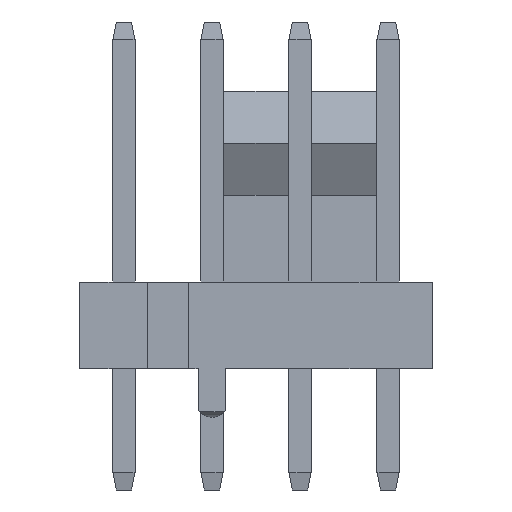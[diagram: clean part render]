
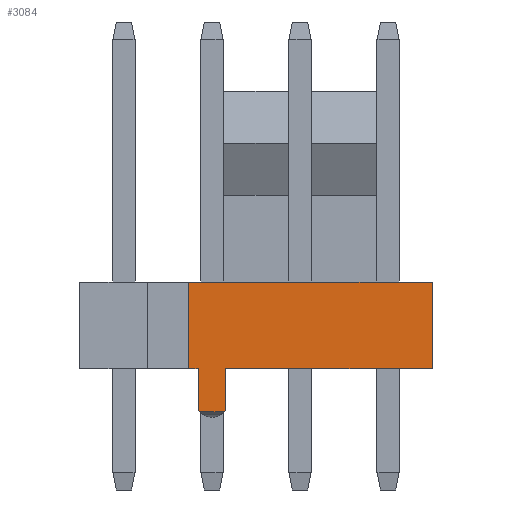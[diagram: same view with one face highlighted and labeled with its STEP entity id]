
A CAD part, front view. The second image highlights one B-rep face of the part: STEP entity #3084.
In plain terms, the highlighted planar face has unit normal (0, -1, 0).
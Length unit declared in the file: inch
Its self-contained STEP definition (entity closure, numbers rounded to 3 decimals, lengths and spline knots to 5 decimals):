
#49 = CARTESIAN_POINT ( 'NONE',  ( -0.06575, -0.11417, -0.04667 ) ) ;
#118 = ORIENTED_EDGE ( 'NONE', *, *, #1849, .T. ) ;
#124 = EDGE_CURVE ( 'NONE', #1387, #501, #1823, .T. ) ;
#206 = CARTESIAN_POINT ( 'NONE',  ( -0.03425, -0.11417, 0. ) ) ;
#241 = ORIENTED_EDGE ( 'NONE', *, *, #1197, .F. ) ;
#271 = DIRECTION ( 'NONE',  ( -1., 0., 0. ) ) ;
#286 = EDGE_CURVE ( 'NONE', #1224, #501, #3353, .T. ) ;
#293 = DIRECTION ( 'NONE',  ( 0., 1., 0. ) ) ;
#425 = VECTOR ( 'NONE', #2616, 39.37008 ) ;
#501 = VERTEX_POINT ( 'NONE', #2959 ) ;
#530 = FACE_OUTER_BOUND ( 'NONE', #2255, .T. ) ;
#635 = CARTESIAN_POINT ( 'NONE',  ( -0.03622, -0.11417, -0.04915 ) ) ;
#681 = DIRECTION ( 'NONE',  ( -0.729, 0., -0.684 ) ) ;
#706 = CARTESIAN_POINT ( 'NONE',  ( -0.07638, -0.11417, 0.09843 ) ) ;
#726 = LINE ( 'NONE', #2819, #1832 ) ;
#732 = VERTEX_POINT ( 'NONE', #49 ) ;
#802 = DIRECTION ( 'NONE',  ( 0., 0., -1. ) ) ;
#834 = CARTESIAN_POINT ( 'NONE',  ( -0.07638, -0.11417, 0. ) ) ;
#854 = DIRECTION ( 'NONE',  ( 0., 0., 1. ) ) ;
#927 = DIRECTION ( 'NONE',  ( -1., 0., 0. ) ) ;
#959 = CARTESIAN_POINT ( 'NONE',  ( -0.05, -0.11417, -0.03622 ) ) ;
#1045 = LINE ( 'NONE', #1269, #425 ) ;
#1158 = VERTEX_POINT ( 'NONE', #834 ) ;
#1163 = DIRECTION ( 'NONE',  ( -1., 0., 0. ) ) ;
#1184 = VECTOR ( 'NONE', #1163, 39.37008 ) ;
#1189 = CARTESIAN_POINT ( 'NONE',  ( -0.03425, -0.11417, -0.04667 ) ) ;
#1197 = EDGE_CURVE ( 'NONE', #2749, #1158, #1686, .T. ) ;
#1224 = VERTEX_POINT ( 'NONE', #1924 ) ;
#1265 = CARTESIAN_POINT ( 'NONE',  ( -0.03622, -0.11417, -0.04915 ) ) ;
#1269 = CARTESIAN_POINT ( 'NONE',  ( -0.03425, -0.11417, -0.04667 ) ) ;
#1277 = DIRECTION ( 'NONE',  ( 0., 0., 1. ) ) ;
#1289 = ORIENTED_EDGE ( 'NONE', *, *, #1827, .F. ) ;
#1311 = EDGE_CURVE ( 'NONE', #1387, #3295, #1409, .T. ) ;
#1319 = LINE ( 'NONE', #2375, #2270 ) ;
#1347 = ORIENTED_EDGE ( 'NONE', *, *, #1311, .F. ) ;
#1387 = VERTEX_POINT ( 'NONE', #3343 ) ;
#1409 = LINE ( 'NONE', #2933, #2010 ) ;
#1467 = ORIENTED_EDGE ( 'NONE', *, *, #2049, .F. ) ;
#1523 = ORIENTED_EDGE ( 'NONE', *, *, #2247, .F. ) ;
#1580 = PLANE ( 'NONE',  #2602 ) ;
#1597 = VERTEX_POINT ( 'NONE', #3325 ) ;
#1624 = VERTEX_POINT ( 'NONE', #1189 ) ;
#1643 = ORIENTED_EDGE ( 'NONE', *, *, #286, .F. ) ;
#1670 = AXIS2_PLACEMENT_3D ( 'NONE', #1689, #2704, #2936 ) ;
#1686 = LINE ( 'NONE', #2212, #1184 ) ;
#1689 = CARTESIAN_POINT ( 'NONE',  ( -0.05, -0.11417, -0.03622 ) ) ;
#1729 = CIRCLE ( 'NONE', #1670, 0.0189 ) ;
#1823 = LINE ( 'NONE', #1913, #2878 ) ;
#1827 = EDGE_CURVE ( 'NONE', #1877, #1597, #3159, .T. ) ;
#1832 = VECTOR ( 'NONE', #1277, 39.37008 ) ;
#1849 = EDGE_CURVE ( 'NONE', #2749, #732, #1319, .T. ) ;
#1862 = CARTESIAN_POINT ( 'NONE',  ( 0.06181, -0.11417, 0.02464 ) ) ;
#1877 = VERTEX_POINT ( 'NONE', #635 ) ;
#1890 = CIRCLE ( 'NONE', #3244, 0.0189 ) ;
#1913 = CARTESIAN_POINT ( 'NONE',  ( 0.2, -0.11417, 0. ) ) ;
#1924 = CARTESIAN_POINT ( 'NONE',  ( -0.07638, -0.11417, 0.09843 ) ) ;
#1951 = EDGE_CURVE ( 'NONE', #1624, #1877, #1729, .T. ) ;
#2010 = VECTOR ( 'NONE', #927, 39.37008 ) ;
#2034 = DIRECTION ( 'NONE',  ( 1., 0., 0. ) ) ;
#2049 = EDGE_CURVE ( 'NONE', #1597, #732, #1890, .T. ) ;
#2212 = CARTESIAN_POINT ( 'NONE',  ( -0.06575, -0.11417, 0. ) ) ;
#2220 = CARTESIAN_POINT ( 'NONE',  ( -0.06575, -0.11417, 0. ) ) ;
#2247 = EDGE_CURVE ( 'NONE', #1158, #1224, #726, .T. ) ;
#2255 = EDGE_LOOP ( 'NONE', ( #1467, #1289, #3166, #3115, #1347, #3211, #1643, #1523, #241, #118 ) ) ;
#2270 = VECTOR ( 'NONE', #802, 39.37008 ) ;
#2375 = CARTESIAN_POINT ( 'NONE',  ( -0.06575, -0.11417, 0. ) ) ;
#2582 = DIRECTION ( 'NONE',  ( 1., 0., 0. ) ) ;
#2602 = AXIS2_PLACEMENT_3D ( 'NONE', #1862, #293, #2582 ) ;
#2616 = DIRECTION ( 'NONE',  ( 0., 0., 1. ) ) ;
#2662 = VECTOR ( 'NONE', #2034, 39.37008 ) ;
#2704 = DIRECTION ( 'NONE',  ( 0., 1., 0. ) ) ;
#2749 = VERTEX_POINT ( 'NONE', #2220 ) ;
#2819 = CARTESIAN_POINT ( 'NONE',  ( -0.07638, -0.11417, 0. ) ) ;
#2878 = VECTOR ( 'NONE', #854, 39.37008 ) ;
#2912 = VECTOR ( 'NONE', #271, 39.37008 ) ;
#2933 = CARTESIAN_POINT ( 'NONE',  ( 0.2, -0.11417, 0. ) ) ;
#2936 = DIRECTION ( 'NONE',  ( 0.833, 0., -0.553 ) ) ;
#2959 = CARTESIAN_POINT ( 'NONE',  ( 0.2, -0.11417, 0.09843 ) ) ;
#3023 = DIRECTION ( 'NONE',  ( 0., 1., 0. ) ) ;
#3027 = EDGE_CURVE ( 'NONE', #1624, #3295, #1045, .T. ) ;
#3084 = ADVANCED_FACE ( 'NONE', ( #530 ), #1580, .F. ) ;
#3115 = ORIENTED_EDGE ( 'NONE', *, *, #3027, .T. ) ;
#3159 = LINE ( 'NONE', #1265, #2912 ) ;
#3166 = ORIENTED_EDGE ( 'NONE', *, *, #1951, .F. ) ;
#3211 = ORIENTED_EDGE ( 'NONE', *, *, #124, .T. ) ;
#3244 = AXIS2_PLACEMENT_3D ( 'NONE', #959, #3023, #681 ) ;
#3295 = VERTEX_POINT ( 'NONE', #206 ) ;
#3325 = CARTESIAN_POINT ( 'NONE',  ( -0.06378, -0.11417, -0.04915 ) ) ;
#3343 = CARTESIAN_POINT ( 'NONE',  ( 0.2, -0.11417, 0. ) ) ;
#3353 = LINE ( 'NONE', #706, #2662 ) ;
